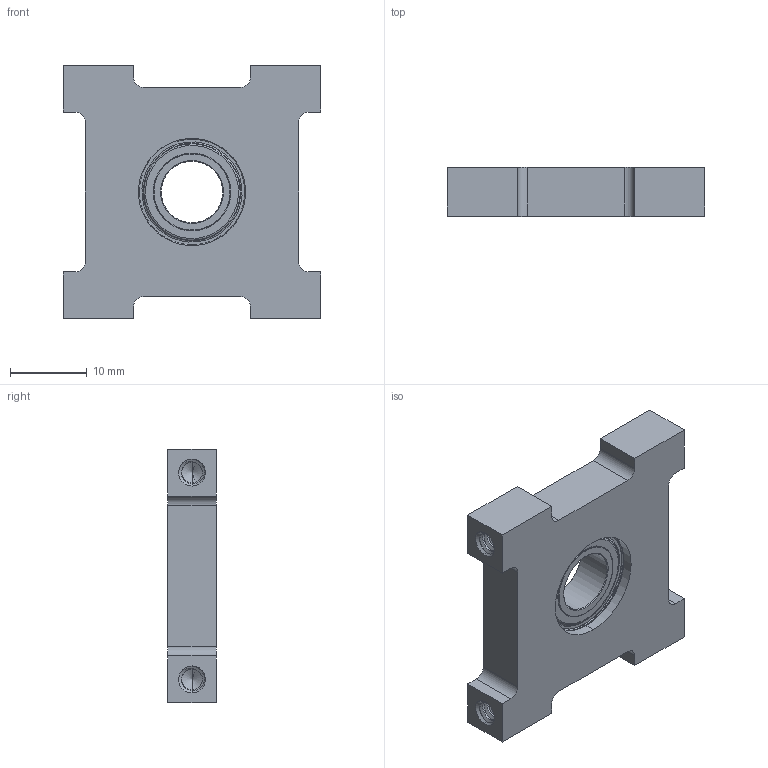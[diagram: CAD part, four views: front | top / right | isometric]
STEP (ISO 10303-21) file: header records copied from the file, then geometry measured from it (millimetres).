
FILE_DESCRIPTION (( 'STEP AP203' ), '1' );
FILE_NAME ('535094 assembly.STEP', '2017-06-28T16:55:34', ( '' ), ( '' ), 'SwSTEP 2.0', 'SolidWorks 2016', '' );
FILE_SCHEMA (( 'CONFIG_CONTROL_DESIGN' ));
Length unit declared in the file: inch
Products named in the file (3): 535094 assembly; 535094 bearing; 535094
Assembly tree (2 placements, depth 2):
  535094 assembly
    535094
    535094 bearing
Bounding box: 33.53 x 6.35 x 33.02 mm (x, y, z)
Volume: 5023.1 mm3; surface area: 4033.4 mm2
Topology: 4 solids, 4 shells, 291 faces, 764 edges, 488 vertices
Faces by surface type: cylinder 176, cone 48, plane 39, torus 20, bspline 8
Entity records: 14341 total; most frequent: CARTESIAN_POINT 7672, ORIENTED_EDGE 1512, DIRECTION 1200, EDGE_CURVE 756, VERTEX_POINT 488, AXIS2_PLACEMENT_3D 464, EDGE_LOOP 310, ADVANCED_FACE 291
